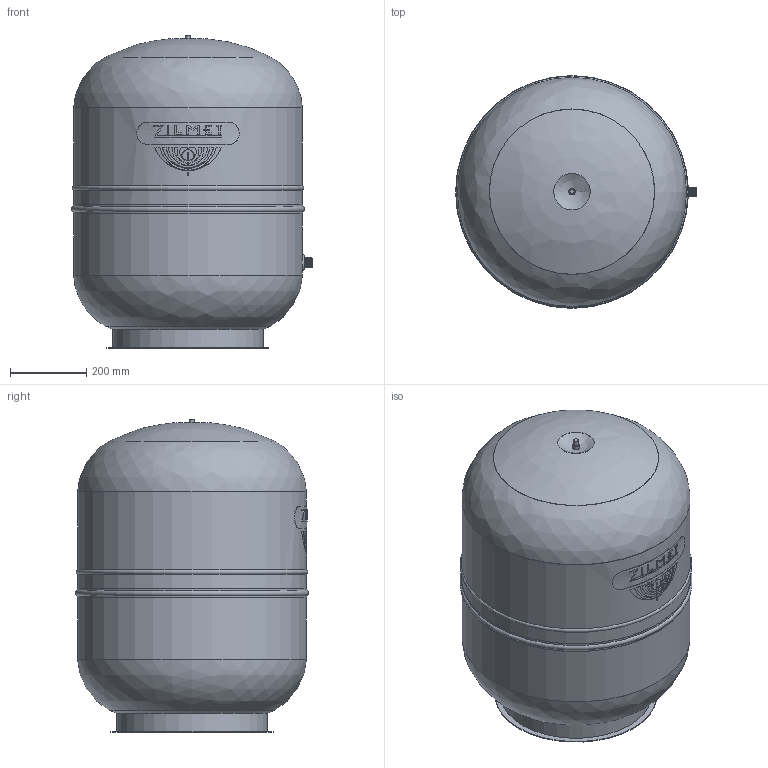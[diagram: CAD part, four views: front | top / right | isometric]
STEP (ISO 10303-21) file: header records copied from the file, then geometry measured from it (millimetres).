
FILE_DESCRIPTION(/* description */ (''),/* implementation_level */ '2;1');
FILE_NAME(/* name */ '06_CAL-PRO 200L 6bar_13000200001.stp',/* time_stamp */ '2019-08-22T11:11:18+03:00',/* author */ ('shkarinov'),/* organization */ (''),/* preprocessor_version */ 'ST-DEVELOPER v16.5',/* originating_system */ 'Autodesk Inventor 2017',/* authorisation */ '');
FILE_SCHEMA (('AUTOMOTIVE_DESIGN { 1 0 10303 214 3 1 1 }'));
Length unit declared in the file: inch
Products named in the file (1): 06_CAL-PRO 200L 6bar_13000200001
Bounding box: 631.8 x 610.75 x 820.28 mm (x, y, z)
Volume: 160427005.1 mm3; surface area: 2636757.9 mm2
Topology: 2 solids, 4 shells, 191 faces, 497 edges, 323 vertices
Faces by surface type: plane 88, cylinder 65, torus 21, bspline 11, cone 6
Full cylindrical faces by diameter (mm): 12 x1, 17 x1, 20 x1, 600 x2, 600.876 x3
Entity records: 7766 total; most frequent: CARTESIAN_POINT 3170, ORIENTED_EDGE 910, DIRECTION 855, EDGE_CURVE 454, AXIS2_PLACEMENT_3D 329, VERTEX_POINT 315, EDGE_LOOP 237, LINE 197
